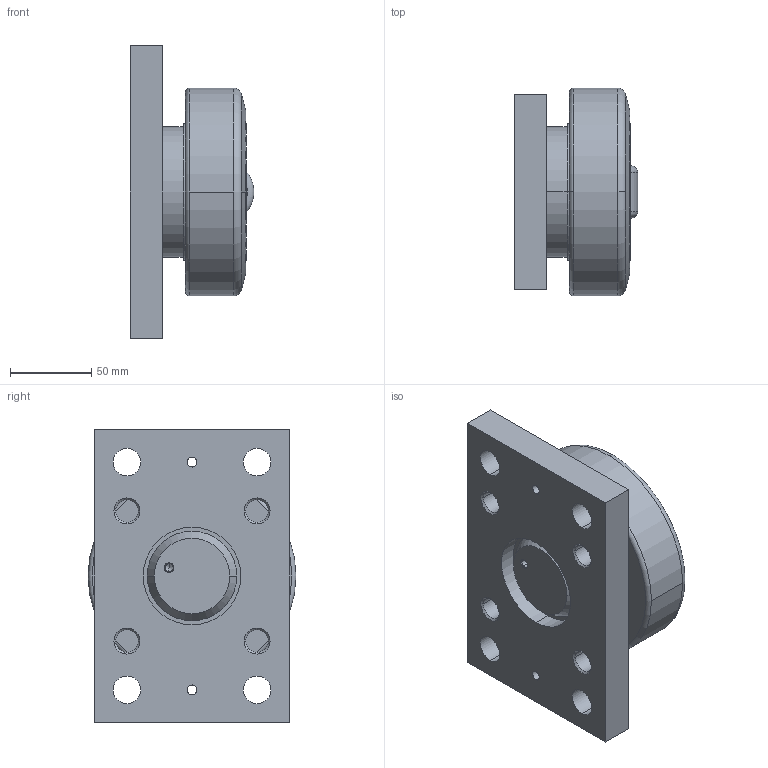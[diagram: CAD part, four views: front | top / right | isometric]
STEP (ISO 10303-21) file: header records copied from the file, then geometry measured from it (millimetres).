
FILE_DESCRIPTION(('STEP AP214'),'1');
FILE_NAME('PR_4_062_AP_4.stp','2016-05-28T11:24:43',('TraceParts'),('TraceParts S.A.'),'Spatial InterOp 3D',' ',' ');
FILE_SCHEMA(('automotive_design'));
Length unit declared in the file: millimetre
Products named in the file (1): 1
Bounding box: 76 x 127.8 x 180 mm (x, y, z)
Volume: 924039.1 mm3; surface area: 95824.9 mm2
Topology: 1 solids, 1 shells, 93 faces, 224 edges, 140 vertices
Faces by surface type: cylinder 36, cone 26, plane 25, torus 6
Entity records: 2938 total; most frequent: CARTESIAN_POINT 632, DIRECTION 521, ORIENTED_EDGE 444, EDGE_CURVE 222, AXIS2_PLACEMENT_3D 213, VERTEX_POINT 140, EDGE_LOOP 122, CIRCLE 119
